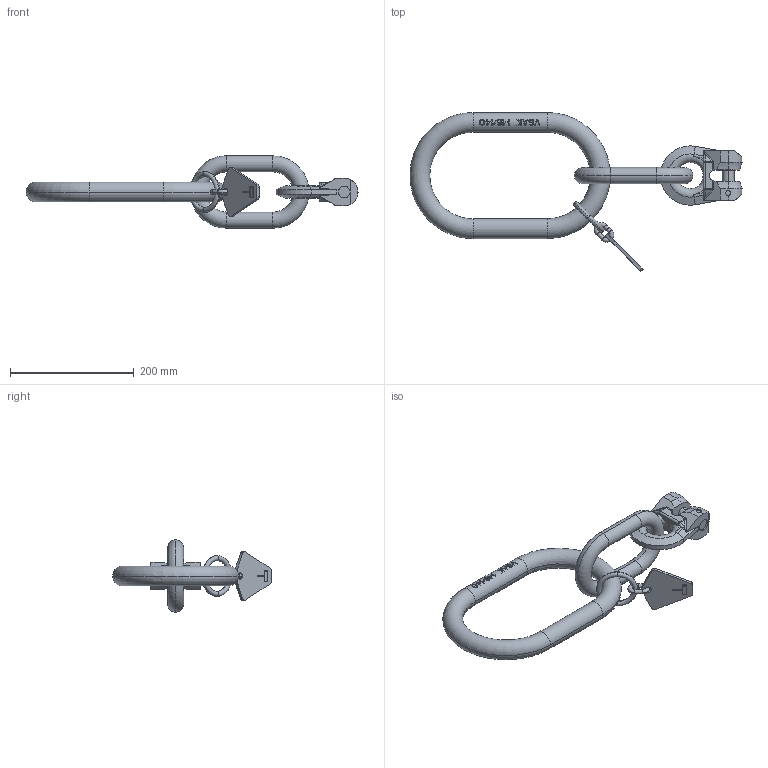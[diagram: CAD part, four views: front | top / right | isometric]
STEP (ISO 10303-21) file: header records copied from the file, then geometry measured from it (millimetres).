
FILE_DESCRIPTION((''),'2;1');
FILE_NAME('001-M31566-P-05_ASM','2004-10-20T',('Haas'),(''),'PRO/ENGINEER BY PARAMETRIC TECHNOLOGY CORPORATION, 2003450','PRO/ENGINEER BY PARAMETRIC TECHNOLOGY CORPORATION, 2003450','');
FILE_SCHEMA(('CONFIG_CONTROL_DESIGN'));
Length unit declared in the file: millimetre
Products named in the file (8): 001-M31566-P-05_AF0; 001-M31132-P-5; 001-M31493-P-1; 001-M31128-V03; 001-M31161-P-1; 001-M31129-P-2; 001-M31161-P-1_ASM; 001-M31566-P-05_ASM
Assembly tree (7 placements, depth 3):
  001-M31566-P-05_ASM
    001-M31566-P-05_AF0
    001-M31132-P-5
    001-M31493-P-1
    001-M31128-V03
    001-M31161-P-1_ASM
      001-M31161-P-1
      001-M31129-P-2
Bounding box: 537.2 x 257.21 x 117 mm (x, y, z)
Volume: 1097032.5 mm3; surface area: 161480.4 mm2
Topology: 6 solids, 6 shells, 407 faces, 1069 edges, 687 vertices
Faces by surface type: plane 300, cylinder 69, torus 20, bspline 12, sphere 4, cone 2
Entity records: 13423 total; most frequent: CARTESIAN_POINT 3550, ORIENTED_EDGE 2138, DIRECTION 1818, EDGE_CURVE 1069, VERTEX_POINT 687, VECTOR 678, LINE 678, AXIS2_PLACEMENT_3D 570
